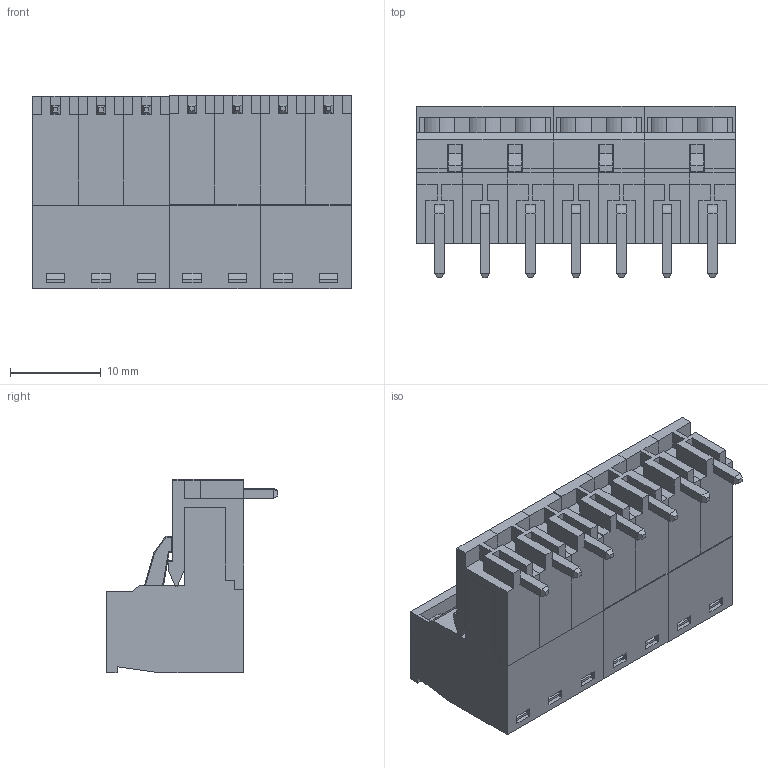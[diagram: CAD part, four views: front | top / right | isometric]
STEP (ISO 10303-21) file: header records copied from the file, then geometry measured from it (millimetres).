
FILE_DESCRIPTION (( 'STEP AP214' ), '1' );
FILE_NAME ('7P.STEP', '2021-08-08T19:06:54', ( '' ), ( '' ), 'SwSTEP 2.0', 'SolidWorks 2020', '' );
FILE_SCHEMA (( 'AUTOMOTIVE_DESIGN' ));
Length unit declared in the file: millimetre
Products named in the file (22): 7P; 6913527100xxCAGE.stp; 3P.stp; 1P; Socket; 2P; Metal; 691352710003.stp; 691352710002_COFFRE.stp; 6913527100xx_VIS.stp; 691352710003_COFFRE.stp; 2P.stp; 6913527100xx_PIN.stp; 691352710002.stp
Assembly tree (53 placements, depth 4):
  7P
    3P.stp
      6913527100xx_PIN.stp  x3
      6913527100xxCAGE.stp  x3
      6913527100xx_VIS.stp  x3
      691352710003.stp
      691352710003_COFFRE.stp
    1P
      Metal
      Socket
    1P
      Metal
      Socket
    1P
      Metal
      Socket
    2P
      2P.stp
        6913527100xx_PIN.stp  x2
        6913527100xxCAGE.stp  x2
        6913527100xx_VIS.stp  x2
        691352710002.stp
        691352710002_COFFRE.stp
      1P
        Metal
        Socket
      1P
        Metal
        Socket
    2P
      2P.stp
        6913527100xx_PIN.stp  x2
        6913527100xxCAGE.stp  x2
        6913527100xx_VIS.stp  x2
        691352710002.stp
        691352710002_COFFRE.stp
      1P
        Metal
        Socket
      1P
        Metal
        Socket
Bounding box: 35 x 18.85 x 21.32 mm (x, y, z)
Volume: 5420 mm3; surface area: 14555.9 mm2
Topology: 41 solids, 41 shells, 2114 faces, 5714 edges, 3680 vertices
Faces by surface type: plane 1450, cylinder 555, cone 56, sphere 32, torus 21
Entity records: 23639 total; most frequent: CARTESIAN_POINT 4196, ORIENTED_EDGE 3904, DIRECTION 3815, EDGE_CURVE 1952, VECTOR 1597, LINE 1597, VERTEX_POINT 1262, AXIS2_PLACEMENT_3D 1109
